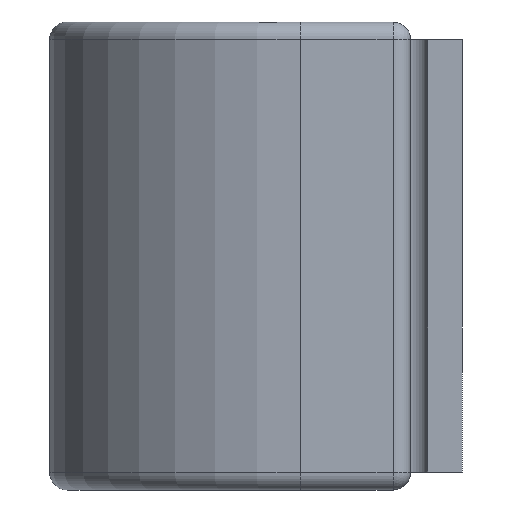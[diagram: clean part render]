
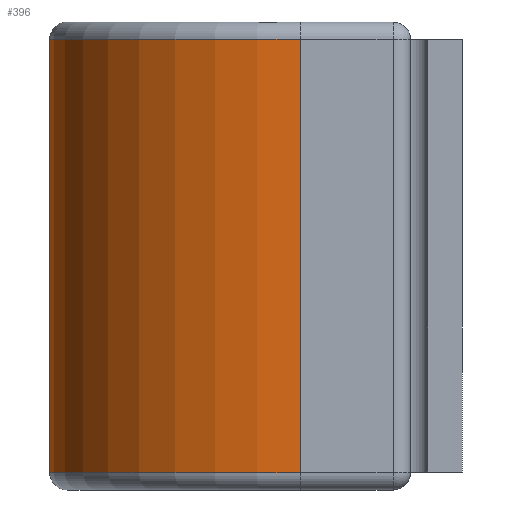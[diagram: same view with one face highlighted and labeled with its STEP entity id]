
A CAD part, left-side view. The second image highlights one B-rep face of the part: STEP entity #396.
In plain terms, the highlighted cylindrical face has radius 11.049 mm (diameter 22.098 mm), a partial arc.
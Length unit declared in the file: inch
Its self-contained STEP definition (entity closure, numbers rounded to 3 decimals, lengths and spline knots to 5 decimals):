
#67 = CYLINDRICAL_SURFACE ( 'NONE', #1895, 0.435 ) ;
#142 = FACE_OUTER_BOUND ( 'NONE', #1908, .T. ) ;
#179 = CARTESIAN_POINT ( 'NONE',  ( 1.25, 0.28125, 0.37625 ) ) ;
#180 = VERTEX_POINT ( 'NONE', #525 ) ;
#184 = CARTESIAN_POINT ( 'NONE',  ( 0.815, 0.28125, -0.37625 ) ) ;
#185 = AXIS2_PLACEMENT_3D ( 'NONE', #179, #1255, #332 ) ;
#238 = CARTESIAN_POINT ( 'NONE',  ( 1.25, 0.28125, -0.37625 ) ) ;
#244 = VECTOR ( 'NONE', #1058, 39.37008 ) ;
#332 = DIRECTION ( 'NONE',  ( 1., 0., 0. ) ) ;
#396 = ADVANCED_FACE ( 'NONE', ( #142 ), #67, .T. ) ;
#400 = DIRECTION ( 'NONE',  ( 1., 0., 0. ) ) ;
#504 = EDGE_CURVE ( 'NONE', #652, #826, #1590, .T. ) ;
#525 = CARTESIAN_POINT ( 'NONE',  ( 1.685, 0.28125, 0.37625 ) ) ;
#625 = DIRECTION ( 'NONE',  ( 0., 0., 1. ) ) ;
#652 = VERTEX_POINT ( 'NONE', #1953 ) ;
#674 = DIRECTION ( 'NONE',  ( 1., 0., 0. ) ) ;
#692 = LINE ( 'NONE', #1243, #835 ) ;
#765 = ORIENTED_EDGE ( 'NONE', *, *, #1034, .F. ) ;
#814 = VERTEX_POINT ( 'NONE', #951 ) ;
#826 = VERTEX_POINT ( 'NONE', #184 ) ;
#835 = VECTOR ( 'NONE', #625, 39.37008 ) ;
#859 = CIRCLE ( 'NONE', #185, 0.435 ) ;
#880 = EDGE_CURVE ( 'NONE', #826, #814, #1889, .T. ) ;
#951 = CARTESIAN_POINT ( 'NONE',  ( 0.815, 0.28125, 0.37625 ) ) ;
#1034 = EDGE_CURVE ( 'NONE', #652, #180, #692, .T. ) ;
#1058 = DIRECTION ( 'NONE',  ( 0., 0., 1. ) ) ;
#1072 = ORIENTED_EDGE ( 'NONE', *, *, #504, .T. ) ;
#1243 = CARTESIAN_POINT ( 'NONE',  ( 1.685, 0.28125, -0.37625 ) ) ;
#1255 = DIRECTION ( 'NONE',  ( 0., 0., 1. ) ) ;
#1330 = DIRECTION ( 'NONE',  ( 0., 0., 1. ) ) ;
#1347 = ORIENTED_EDGE ( 'NONE', *, *, #1551, .F. ) ;
#1354 = AXIS2_PLACEMENT_3D ( 'NONE', #238, #1330, #400 ) ;
#1551 = EDGE_CURVE ( 'NONE', #180, #814, #859, .T. ) ;
#1590 = CIRCLE ( 'NONE', #1354, 0.435 ) ;
#1612 = CARTESIAN_POINT ( 'NONE',  ( 1.25, 0.28125, 0.375 ) ) ;
#1886 = ORIENTED_EDGE ( 'NONE', *, *, #880, .T. ) ;
#1889 = LINE ( 'NONE', #1975, #244 ) ;
#1895 = AXIS2_PLACEMENT_3D ( 'NONE', #1612, #1897, #674 ) ;
#1897 = DIRECTION ( 'NONE',  ( 0., 0., 1. ) ) ;
#1908 = EDGE_LOOP ( 'NONE', ( #765, #1072, #1886, #1347 ) ) ;
#1953 = CARTESIAN_POINT ( 'NONE',  ( 1.685, 0.28125, -0.37625 ) ) ;
#1975 = CARTESIAN_POINT ( 'NONE',  ( 0.815, 0.28125, -0.37625 ) ) ;
